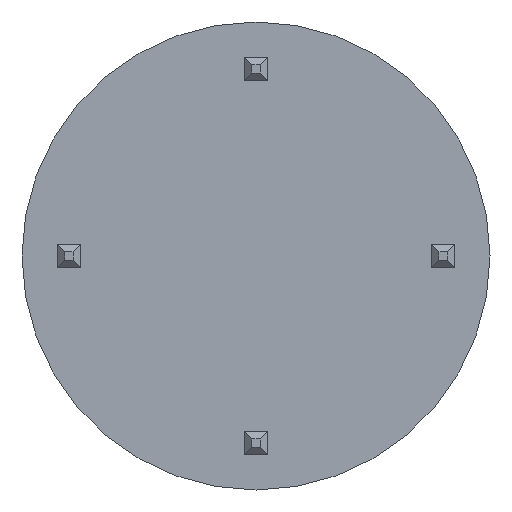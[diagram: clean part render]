
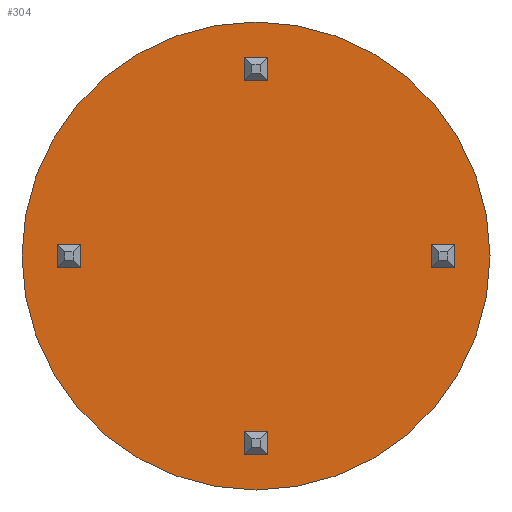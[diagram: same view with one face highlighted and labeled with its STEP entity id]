
A CAD part, front view. The second image highlights one B-rep face of the part: STEP entity #304.
In plain terms, the highlighted planar face has unit normal (0, -1, 0).
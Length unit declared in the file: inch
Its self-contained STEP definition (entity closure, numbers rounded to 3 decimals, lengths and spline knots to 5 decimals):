
#6 = ORIENTED_EDGE ( 'NONE', *, *, #346, .F. ) ;
#16 = EDGE_CURVE ( 'NONE', #673, #850, #1017, .T. ) ;
#25 = EDGE_CURVE ( 'NONE', #453, #1135, #327, .T. ) ;
#27 = ORIENTED_EDGE ( 'NONE', *, *, #16, .F. ) ;
#32 = CARTESIAN_POINT ( 'NONE',  ( 0.1875, 0., 0.0125 ) ) ;
#33 = ORIENTED_EDGE ( 'NONE', *, *, #1251, .F. ) ;
#55 = VECTOR ( 'NONE', #1244, 39.37008 ) ;
#69 = VERTEX_POINT ( 'NONE', #233 ) ;
#73 = ORIENTED_EDGE ( 'NONE', *, *, #1130, .F. ) ;
#74 = CARTESIAN_POINT ( 'NONE',  ( 0., 0., 0. ) ) ;
#77 = CARTESIAN_POINT ( 'NONE',  ( -0.1875, 0., -0.0125 ) ) ;
#89 = LINE ( 'NONE', #1343, #675 ) ;
#115 = VERTEX_POINT ( 'NONE', #645 ) ;
#121 = CIRCLE ( 'NONE', #389, 0.25 ) ;
#124 = EDGE_LOOP ( 'NONE', ( #73, #227 ) ) ;
#208 = LINE ( 'NONE', #830, #55 ) ;
#209 = EDGE_LOOP ( 'NONE', ( #285, #272, #876, #896 ) ) ;
#210 = CARTESIAN_POINT ( 'NONE',  ( -0.1875, 0., 0.0125 ) ) ;
#221 = EDGE_CURVE ( 'NONE', #115, #777, #1057, .T. ) ;
#225 = VERTEX_POINT ( 'NONE', #1231 ) ;
#227 = ORIENTED_EDGE ( 'NONE', *, *, #437, .F. ) ;
#233 = CARTESIAN_POINT ( 'NONE',  ( 0., 0., -0.25 ) ) ;
#252 = FACE_BOUND ( 'NONE', #1262, .T. ) ;
#272 = ORIENTED_EDGE ( 'NONE', *, *, #221, .F. ) ;
#276 = DIRECTION ( 'NONE',  ( 0., 0., 1. ) ) ;
#281 = VECTOR ( 'NONE', #351, 39.37008 ) ;
#285 = ORIENTED_EDGE ( 'NONE', *, *, #1015, .F. ) ;
#293 = DIRECTION ( 'NONE',  ( 0., 0., 1. ) ) ;
#294 = VECTOR ( 'NONE', #763, 39.37008 ) ;
#304 = ADVANCED_FACE ( 'NONE', ( #1171, #252, #1177, #1350, #974 ), #851, .F. ) ;
#307 = CARTESIAN_POINT ( 'NONE',  ( -0.0125, 0., -0.1875 ) ) ;
#317 = CARTESIAN_POINT ( 'NONE',  ( 0.2125, 0., 0.0125 ) ) ;
#319 = CARTESIAN_POINT ( 'NONE',  ( 0.1875, 0., 0.0125 ) ) ;
#326 = ORIENTED_EDGE ( 'NONE', *, *, #770, .F. ) ;
#327 = LINE ( 'NONE', #766, #643 ) ;
#337 = CARTESIAN_POINT ( 'NONE',  ( 0.0125, 0., -0.1875 ) ) ;
#346 = EDGE_CURVE ( 'NONE', #1041, #1272, #651, .T. ) ;
#350 = EDGE_CURVE ( 'NONE', #420, #1317, #1042, .T. ) ;
#351 = DIRECTION ( 'NONE',  ( 1., 0., 0. ) ) ;
#354 = CARTESIAN_POINT ( 'NONE',  ( -0.0125, 0., -0.1875 ) ) ;
#355 = VERTEX_POINT ( 'NONE', #210 ) ;
#361 = CARTESIAN_POINT ( 'NONE',  ( -0.1875, 0., 0.0125 ) ) ;
#367 = VERTEX_POINT ( 'NONE', #1070 ) ;
#370 = CARTESIAN_POINT ( 'NONE',  ( 0.0125, 0., -0.2125 ) ) ;
#376 = LINE ( 'NONE', #482, #1157 ) ;
#377 = LINE ( 'NONE', #361, #552 ) ;
#385 = DIRECTION ( 'NONE',  ( 0., 0., 1. ) ) ;
#386 = CARTESIAN_POINT ( 'NONE',  ( 0.2125, 0., -0.0125 ) ) ;
#389 = AXIS2_PLACEMENT_3D ( 'NONE', #1119, #1199, #679 ) ;
#394 = DIRECTION ( 'NONE',  ( 0., 1., 0. ) ) ;
#406 = DIRECTION ( 'NONE',  ( 0., 0., -1. ) ) ;
#420 = VERTEX_POINT ( 'NONE', #386 ) ;
#437 = EDGE_CURVE ( 'NONE', #367, #69, #934, .T. ) ;
#443 = CARTESIAN_POINT ( 'NONE',  ( 0., 0., 0. ) ) ;
#452 = LINE ( 'NONE', #672, #281 ) ;
#453 = VERTEX_POINT ( 'NONE', #713 ) ;
#455 = VECTOR ( 'NONE', #496, 39.37008 ) ;
#461 = DIRECTION ( 'NONE',  ( -1., 0., 0. ) ) ;
#482 = CARTESIAN_POINT ( 'NONE',  ( -0.1875, 0., -0.0125 ) ) ;
#484 = EDGE_CURVE ( 'NONE', #947, #453, #89, .T. ) ;
#486 = CARTESIAN_POINT ( 'NONE',  ( 0.0125, 0., -0.1875 ) ) ;
#496 = DIRECTION ( 'NONE',  ( 1., 0., 0. ) ) ;
#509 = CARTESIAN_POINT ( 'NONE',  ( 0.2125, 0., 0.0125 ) ) ;
#511 = ORIENTED_EDGE ( 'NONE', *, *, #775, .F. ) ;
#552 = VECTOR ( 'NONE', #990, 39.37008 ) ;
#565 = AXIS2_PLACEMENT_3D ( 'NONE', #443, #859, #658 ) ;
#584 = CARTESIAN_POINT ( 'NONE',  ( 0.0125, 0., 0.1875 ) ) ;
#589 = DIRECTION ( 'NONE',  ( 0., 0., -1. ) ) ;
#590 = VECTOR ( 'NONE', #276, 39.37008 ) ;
#638 = VECTOR ( 'NONE', #944, 39.37008 ) ;
#643 = VECTOR ( 'NONE', #1277, 39.37008 ) ;
#645 = CARTESIAN_POINT ( 'NONE',  ( 0.1875, 0., 0.0125 ) ) ;
#651 = LINE ( 'NONE', #307, #294 ) ;
#658 = DIRECTION ( 'NONE',  ( 0., 0., 1. ) ) ;
#672 = CARTESIAN_POINT ( 'NONE',  ( 0.1875, 0., -0.0125 ) ) ;
#673 = VERTEX_POINT ( 'NONE', #370 ) ;
#675 = VECTOR ( 'NONE', #406, 39.37008 ) ;
#679 = DIRECTION ( 'NONE',  ( 0., 0., 1. ) ) ;
#683 = LINE ( 'NONE', #899, #774 ) ;
#686 = VECTOR ( 'NONE', #1149, 39.37008 ) ;
#698 = CARTESIAN_POINT ( 'NONE',  ( -0.2125, 0., -0.0125 ) ) ;
#703 = EDGE_CURVE ( 'NONE', #355, #225, #377, .T. ) ;
#713 = CARTESIAN_POINT ( 'NONE',  ( -0.0125, 0., 0.1875 ) ) ;
#722 = CARTESIAN_POINT ( 'NONE',  ( -0.1875, 0., -0.0125 ) ) ;
#741 = ORIENTED_EDGE ( 'NONE', *, *, #703, .F. ) ;
#745 = EDGE_CURVE ( 'NONE', #1135, #1213, #893, .T. ) ;
#763 = DIRECTION ( 'NONE',  ( 0., 0., -1. ) ) ;
#766 = CARTESIAN_POINT ( 'NONE',  ( -0.0125, 0., 0.1875 ) ) ;
#770 = EDGE_CURVE ( 'NONE', #850, #1041, #683, .T. ) ;
#772 = EDGE_LOOP ( 'NONE', ( #741, #1020, #1349, #33 ) ) ;
#774 = VECTOR ( 'NONE', #1091, 39.37008 ) ;
#775 = EDGE_CURVE ( 'NONE', #1213, #947, #1110, .T. ) ;
#777 = VERTEX_POINT ( 'NONE', #914 ) ;
#805 = CARTESIAN_POINT ( 'NONE',  ( -0.0125, 0., 0.2125 ) ) ;
#820 = LINE ( 'NONE', #77, #455 ) ;
#830 = CARTESIAN_POINT ( 'NONE',  ( 0.0125, 0., -0.2125 ) ) ;
#850 = VERTEX_POINT ( 'NONE', #337 ) ;
#851 = PLANE ( 'NONE',  #565 ) ;
#859 = DIRECTION ( 'NONE',  ( 0., 1., 0. ) ) ;
#876 = ORIENTED_EDGE ( 'NONE', *, *, #879, .F. ) ;
#879 = EDGE_CURVE ( 'NONE', #1317, #115, #972, .T. ) ;
#893 = LINE ( 'NONE', #584, #590 ) ;
#896 = ORIENTED_EDGE ( 'NONE', *, *, #350, .F. ) ;
#899 = CARTESIAN_POINT ( 'NONE',  ( 0.0125, 0., -0.1875 ) ) ;
#905 = CARTESIAN_POINT ( 'NONE',  ( -0.0125, 0., -0.2125 ) ) ;
#914 = CARTESIAN_POINT ( 'NONE',  ( 0.1875, 0., -0.0125 ) ) ;
#934 = CIRCLE ( 'NONE', #959, 0.25 ) ;
#944 = DIRECTION ( 'NONE',  ( 0., 0., 1. ) ) ;
#947 = VERTEX_POINT ( 'NONE', #1089 ) ;
#959 = AXIS2_PLACEMENT_3D ( 'NONE', #74, #394, #293 ) ;
#972 = LINE ( 'NONE', #32, #686 ) ;
#974 = FACE_BOUND ( 'NONE', #772, .T. ) ;
#983 = ORIENTED_EDGE ( 'NONE', *, *, #745, .F. ) ;
#990 = DIRECTION ( 'NONE',  ( -1., 0., 0. ) ) ;
#1008 = DIRECTION ( 'NONE',  ( 0., 0., 1. ) ) ;
#1015 = EDGE_CURVE ( 'NONE', #777, #420, #452, .T. ) ;
#1017 = LINE ( 'NONE', #486, #1069 ) ;
#1020 = ORIENTED_EDGE ( 'NONE', *, *, #1190, .F. ) ;
#1041 = VERTEX_POINT ( 'NONE', #354 ) ;
#1042 = LINE ( 'NONE', #509, #638 ) ;
#1050 = ORIENTED_EDGE ( 'NONE', *, *, #1321, .F. ) ;
#1057 = LINE ( 'NONE', #319, #1166 ) ;
#1058 = VECTOR ( 'NONE', #589, 39.37008 ) ;
#1069 = VECTOR ( 'NONE', #385, 39.37008 ) ;
#1070 = CARTESIAN_POINT ( 'NONE',  ( 0., 0., 0.25 ) ) ;
#1089 = CARTESIAN_POINT ( 'NONE',  ( -0.0125, 0., 0.2125 ) ) ;
#1091 = DIRECTION ( 'NONE',  ( -1., 0., 0. ) ) ;
#1093 = ORIENTED_EDGE ( 'NONE', *, *, #25, .F. ) ;
#1107 = CARTESIAN_POINT ( 'NONE',  ( 0.0125, 0., 0.1875 ) ) ;
#1110 = LINE ( 'NONE', #805, #1320 ) ;
#1119 = CARTESIAN_POINT ( 'NONE',  ( 0., 0., 0. ) ) ;
#1120 = VERTEX_POINT ( 'NONE', #1216 ) ;
#1130 = EDGE_CURVE ( 'NONE', #69, #367, #121, .T. ) ;
#1135 = VERTEX_POINT ( 'NONE', #1107 ) ;
#1136 = LINE ( 'NONE', #698, #1058 ) ;
#1146 = ORIENTED_EDGE ( 'NONE', *, *, #484, .F. ) ;
#1149 = DIRECTION ( 'NONE',  ( -1., 0., 0. ) ) ;
#1157 = VECTOR ( 'NONE', #1008, 39.37008 ) ;
#1166 = VECTOR ( 'NONE', #1260, 39.37008 ) ;
#1171 = FACE_BOUND ( 'NONE', #1342, .T. ) ;
#1177 = FACE_OUTER_BOUND ( 'NONE', #124, .T. ) ;
#1181 = VERTEX_POINT ( 'NONE', #722 ) ;
#1186 = EDGE_CURVE ( 'NONE', #1120, #1181, #820, .T. ) ;
#1190 = EDGE_CURVE ( 'NONE', #1181, #355, #376, .T. ) ;
#1199 = DIRECTION ( 'NONE',  ( 0., 1., 0. ) ) ;
#1210 = CARTESIAN_POINT ( 'NONE',  ( 0.0125, 0., 0.2125 ) ) ;
#1213 = VERTEX_POINT ( 'NONE', #1210 ) ;
#1216 = CARTESIAN_POINT ( 'NONE',  ( -0.2125, 0., -0.0125 ) ) ;
#1231 = CARTESIAN_POINT ( 'NONE',  ( -0.2125, 0., 0.0125 ) ) ;
#1244 = DIRECTION ( 'NONE',  ( 1., 0., 0. ) ) ;
#1251 = EDGE_CURVE ( 'NONE', #225, #1120, #1136, .T. ) ;
#1260 = DIRECTION ( 'NONE',  ( 0., 0., -1. ) ) ;
#1262 = EDGE_LOOP ( 'NONE', ( #983, #1093, #1146, #511 ) ) ;
#1272 = VERTEX_POINT ( 'NONE', #905 ) ;
#1277 = DIRECTION ( 'NONE',  ( 1., 0., 0. ) ) ;
#1317 = VERTEX_POINT ( 'NONE', #317 ) ;
#1320 = VECTOR ( 'NONE', #461, 39.37008 ) ;
#1321 = EDGE_CURVE ( 'NONE', #1272, #673, #208, .T. ) ;
#1342 = EDGE_LOOP ( 'NONE', ( #6, #326, #27, #1050 ) ) ;
#1343 = CARTESIAN_POINT ( 'NONE',  ( -0.0125, 0., 0.1875 ) ) ;
#1349 = ORIENTED_EDGE ( 'NONE', *, *, #1186, .F. ) ;
#1350 = FACE_BOUND ( 'NONE', #209, .T. ) ;
